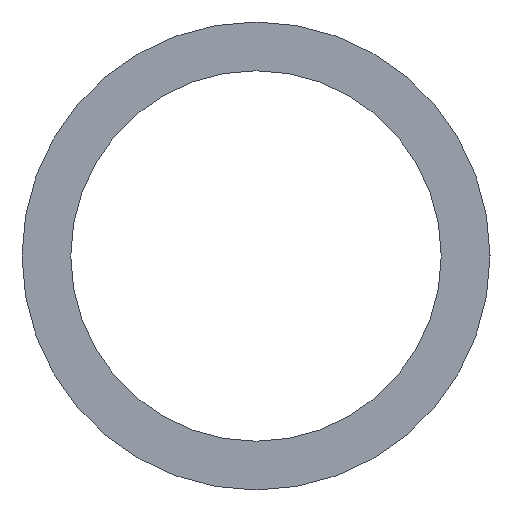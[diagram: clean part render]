
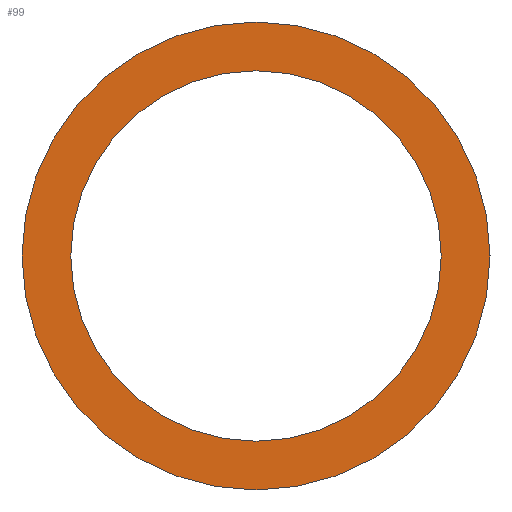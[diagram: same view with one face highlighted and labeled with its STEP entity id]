
A CAD part, left-side view. The second image highlights one B-rep face of the part: STEP entity #99.
In plain terms, the highlighted planar face has unit normal (-1, 0, 0).
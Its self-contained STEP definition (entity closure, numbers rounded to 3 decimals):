
#10 = CARTESIAN_POINT ( 'NONE',  ( -500., 0., 0. ) ) ;
#18 = VERTEX_POINT ( 'NONE', #140 ) ;
#22 = CIRCLE ( 'NONE', #210, 24. ) ;
#23 = DIRECTION ( 'NONE',  ( 0., 0., -1. ) ) ;
#27 = CARTESIAN_POINT ( 'NONE',  ( -500., 0., 19. ) ) ;
#29 = AXIS2_PLACEMENT_3D ( 'NONE', #123, #112, #23 ) ;
#30 = DIRECTION ( 'NONE',  ( 0., 0., -1. ) ) ;
#34 = FACE_BOUND ( 'NONE', #228, .T. ) ;
#36 = EDGE_LOOP ( 'NONE', ( #86, #53 ) ) ;
#39 = AXIS2_PLACEMENT_3D ( 'NONE', #45, #44, #77 ) ;
#41 = VERTEX_POINT ( 'NONE', #27 ) ;
#43 = ORIENTED_EDGE ( 'NONE', *, *, #88, .T. ) ;
#44 = DIRECTION ( 'NONE',  ( 1., 0., 0. ) ) ;
#45 = CARTESIAN_POINT ( 'NONE',  ( -500., 0., 0. ) ) ;
#50 = CARTESIAN_POINT ( 'NONE',  ( -500., 0., -19. ) ) ;
#53 = ORIENTED_EDGE ( 'NONE', *, *, #217, .F. ) ;
#56 = AXIS2_PLACEMENT_3D ( 'NONE', #10, #113, #148 ) ;
#58 = EDGE_CURVE ( 'NONE', #18, #195, #22, .T. ) ;
#61 = CIRCLE ( 'NONE', #29, 19. ) ;
#74 = FACE_OUTER_BOUND ( 'NONE', #36, .T. ) ;
#77 = DIRECTION ( 'NONE',  ( 0., 0., -1. ) ) ;
#86 = ORIENTED_EDGE ( 'NONE', *, *, #58, .F. ) ;
#88 = EDGE_CURVE ( 'NONE', #41, #146, #61, .T. ) ;
#99 = ADVANCED_FACE ( 'NONE', ( #74, #34 ), #142, .F. ) ;
#105 = AXIS2_PLACEMENT_3D ( 'NONE', #164, #223, #30 ) ;
#110 = CARTESIAN_POINT ( 'NONE',  ( -500., 0., 0. ) ) ;
#112 = DIRECTION ( 'NONE',  ( 1., 0., 0. ) ) ;
#113 = DIRECTION ( 'NONE',  ( 1., 0., 0. ) ) ;
#121 = ORIENTED_EDGE ( 'NONE', *, *, #234, .T. ) ;
#123 = CARTESIAN_POINT ( 'NONE',  ( -500., 0., 0. ) ) ;
#140 = CARTESIAN_POINT ( 'NONE',  ( -500., 0., 24. ) ) ;
#142 = PLANE ( 'NONE',  #39 ) ;
#146 = VERTEX_POINT ( 'NONE', #50 ) ;
#148 = DIRECTION ( 'NONE',  ( 0., 0., -1. ) ) ;
#164 = CARTESIAN_POINT ( 'NONE',  ( -500., 0., 0. ) ) ;
#175 = DIRECTION ( 'NONE',  ( 1., 0., 0. ) ) ;
#186 = CIRCLE ( 'NONE', #105, 19. ) ;
#195 = VERTEX_POINT ( 'NONE', #224 ) ;
#210 = AXIS2_PLACEMENT_3D ( 'NONE', #110, #175, #239 ) ;
#217 = EDGE_CURVE ( 'NONE', #195, #18, #236, .T. ) ;
#223 = DIRECTION ( 'NONE',  ( 1., 0., 0. ) ) ;
#224 = CARTESIAN_POINT ( 'NONE',  ( -500., 0., -24. ) ) ;
#228 = EDGE_LOOP ( 'NONE', ( #43, #121 ) ) ;
#234 = EDGE_CURVE ( 'NONE', #146, #41, #186, .T. ) ;
#236 = CIRCLE ( 'NONE', #56, 24. ) ;
#239 = DIRECTION ( 'NONE',  ( 0., 0., -1. ) ) ;
